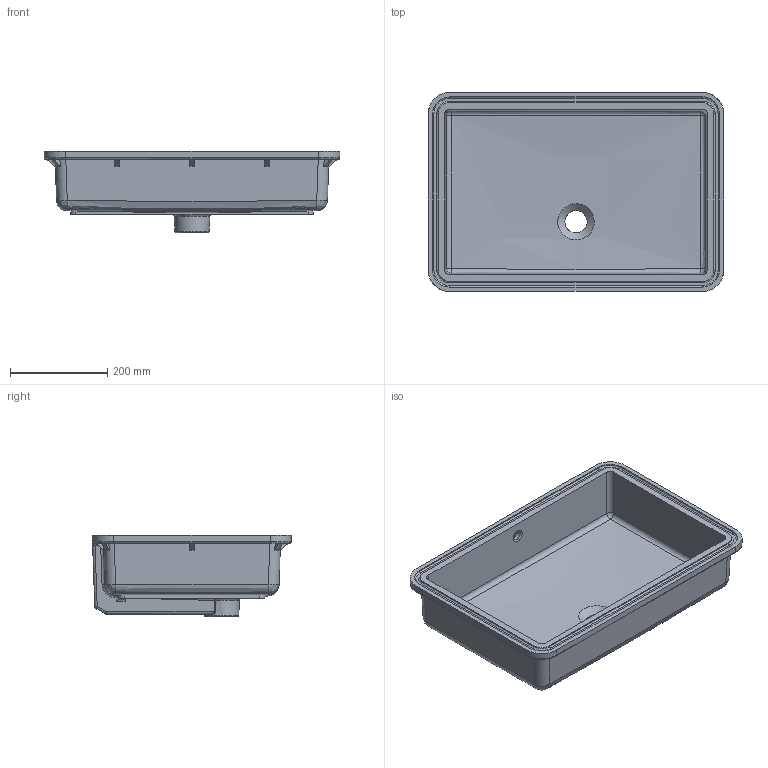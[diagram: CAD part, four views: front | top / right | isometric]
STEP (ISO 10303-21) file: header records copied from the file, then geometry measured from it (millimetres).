
FILE_DESCRIPTION(/* description */ (''),/* implementation_level */ '2;1');
FILE_NAME(/* name */ 'STEP - A32772500R_1806774',/* time_stamp */ '2025-01-21T15:06:56+11:00',/* author */ (''),/* organization */ (''),/* preprocessor_version */ 'ST-DEVELOPER v16.5',/* originating_system */ 'Rhino 7.37',/* authorisation */ '');
FILE_SCHEMA (('AUTOMOTIVE_DESIGN'));
Length unit declared in the file: millimetre
Products named in the file (1): Document
Bounding box: 608 x 409 x 167 mm (x, y, z)
Surface area: 991520.7 mm2 (no closed solid volume)
Topology: 0 solids, 10 shells, 293 faces, 824 edges, 543 vertices
Faces by surface type: plane 137, bspline 81, cylinder 75
Full cylindrical faces by diameter (mm): 20 x1, 46 x2, 52 x1
Entity records: 13752 total; most frequent: CARTESIAN_POINT 8628, ORIENTED_EDGE 1551, EDGE_CURVE 821, VERTEX_POINT 543, B_SPLINE_CURVE_WITH_KNOTS 523, EDGE_LOOP 310, ADVANCED_FACE 293, FACE_OUTER_BOUND 293
